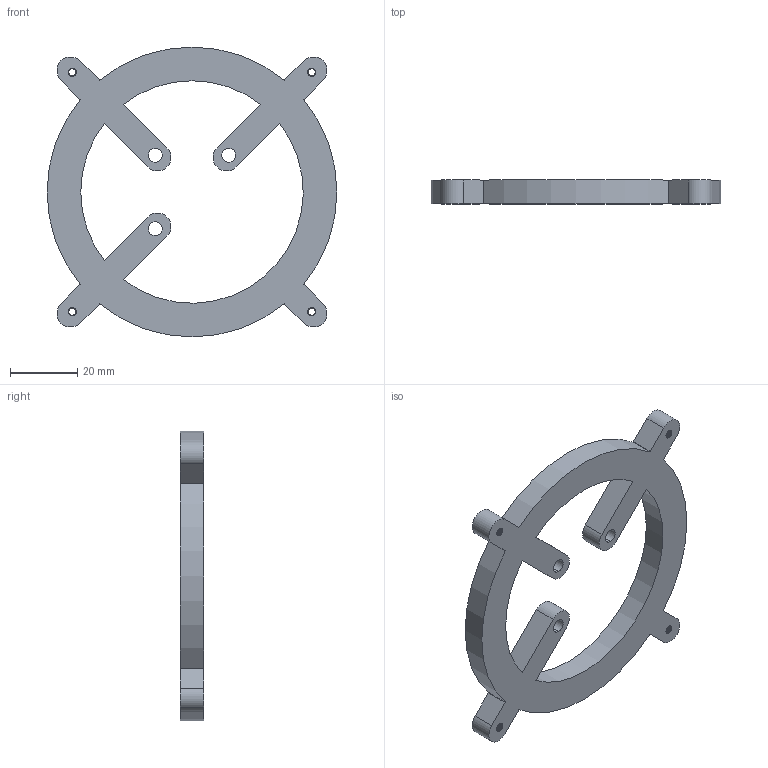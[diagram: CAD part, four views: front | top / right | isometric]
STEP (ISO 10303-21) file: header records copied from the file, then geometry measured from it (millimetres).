
FILE_DESCRIPTION (( 'STEP AP214' ), '1' );
FILE_NAME ('motor mount.STEP', '2022-10-27T05:41:09', ( '' ), ( '' ), 'SwSTEP 2.0', 'SolidWorks 2020', '' );
FILE_SCHEMA (( 'AUTOMOTIVE_DESIGN' ));
Length unit declared in the file: millimetre
Products named in the file (1): motor mount
Bounding box: 86 x 7 x 86 mm (x, y, z)
Volume: 22449.2 mm3; surface area: 11792.9 mm2
Topology: 1 solids, 1 shells, 238 faces, 700 edges, 464 vertices
Faces by surface type: cylinder 202, plane 24, bspline 12
Entity records: 17338 total; most frequent: CARTESIAN_POINT 11983, ORIENTED_EDGE 1400, DIRECTION 866, EDGE_CURVE 700, VERTEX_POINT 464, AXIS2_PLACEMENT_3D 307, EDGE_LOOP 254, VECTOR 252
